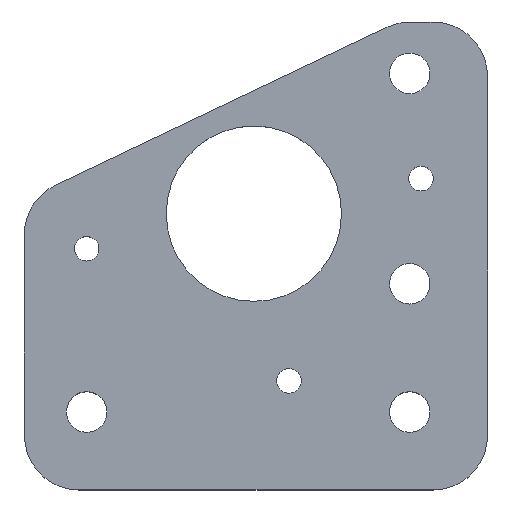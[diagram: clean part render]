
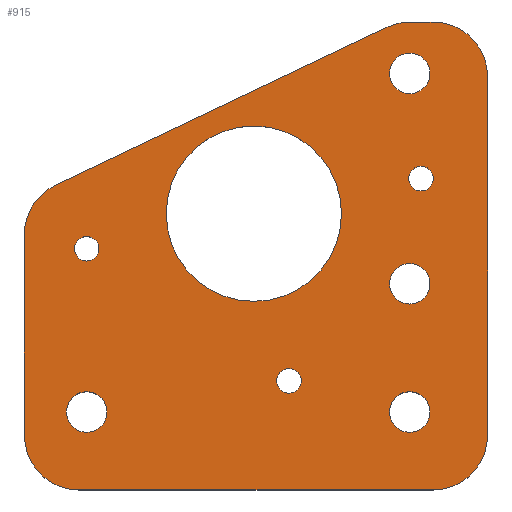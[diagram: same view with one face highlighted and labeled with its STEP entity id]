
A CAD part, top view. The second image highlights one B-rep face of the part: STEP entity #915.
In plain terms, the highlighted planar face has unit normal (0, 0, 1).
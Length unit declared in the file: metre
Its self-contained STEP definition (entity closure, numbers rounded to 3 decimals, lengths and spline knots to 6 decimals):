
#78=CIRCLE('',#1000,0.0026);
#79=CIRCLE('',#1002,0.001575);
#80=CIRCLE('',#1004,0.0026);
#81=CIRCLE('',#1006,0.0026);
#82=CIRCLE('',#1008,0.001575);
#83=CIRCLE('',#1010,0.001575);
#84=CIRCLE('',#1012,0.01125);
#85=CIRCLE('',#1015,0.0026);
#86=CIRCLE('',#1017,0.007);
#87=CIRCLE('',#1018,0.007);
#88=CIRCLE('',#1019,0.007);
#89=CIRCLE('',#1020,0.007);
#90=CIRCLE('',#1021,0.007);
#185=ORIENTED_EDGE('',*,*,#402,.F.);
#186=ORIENTED_EDGE('',*,*,#424,.F.);
#187=ORIENTED_EDGE('',*,*,#420,.F.);
#188=ORIENTED_EDGE('',*,*,#425,.F.);
#189=ORIENTED_EDGE('',*,*,#410,.F.);
#190=ORIENTED_EDGE('',*,*,#426,.F.);
#191=ORIENTED_EDGE('',*,*,#407,.T.);
#192=ORIENTED_EDGE('',*,*,#427,.F.);
#193=ORIENTED_EDGE('',*,*,#404,.T.);
#194=ORIENTED_EDGE('',*,*,#428,.F.);
#195=ORIENTED_EDGE('',*,*,#419,.T.);
#196=ORIENTED_EDGE('',*,*,#418,.T.);
#197=ORIENTED_EDGE('',*,*,#417,.T.);
#198=ORIENTED_EDGE('',*,*,#416,.T.);
#199=ORIENTED_EDGE('',*,*,#415,.T.);
#200=ORIENTED_EDGE('',*,*,#414,.T.);
#201=ORIENTED_EDGE('',*,*,#413,.T.);
#202=ORIENTED_EDGE('',*,*,#423,.T.);
#402=EDGE_CURVE('',#527,#528,#594,.T.);
#404=EDGE_CURVE('',#529,#530,#596,.T.);
#407=EDGE_CURVE('',#531,#532,#599,.T.);
#410=EDGE_CURVE('',#533,#534,#602,.T.);
#413=EDGE_CURVE('',#535,#535,#78,.T.);
#414=EDGE_CURVE('',#536,#536,#79,.T.);
#415=EDGE_CURVE('',#537,#537,#80,.T.);
#416=EDGE_CURVE('',#538,#538,#81,.T.);
#417=EDGE_CURVE('',#539,#539,#82,.T.);
#418=EDGE_CURVE('',#540,#540,#83,.T.);
#419=EDGE_CURVE('',#541,#541,#84,.T.);
#420=EDGE_CURVE('',#542,#543,#605,.T.);
#423=EDGE_CURVE('',#544,#544,#85,.T.);
#424=EDGE_CURVE('',#543,#527,#86,.T.);
#425=EDGE_CURVE('',#534,#542,#87,.T.);
#426=EDGE_CURVE('',#531,#533,#88,.T.);
#427=EDGE_CURVE('',#529,#532,#89,.T.);
#428=EDGE_CURVE('',#528,#530,#90,.T.);
#527=VERTEX_POINT('',#1448);
#528=VERTEX_POINT('',#1450);
#529=VERTEX_POINT('',#1454);
#530=VERTEX_POINT('',#1455);
#531=VERTEX_POINT('',#1460);
#532=VERTEX_POINT('',#1461);
#533=VERTEX_POINT('',#1466);
#534=VERTEX_POINT('',#1467);
#535=VERTEX_POINT('',#1472);
#536=VERTEX_POINT('',#1475);
#537=VERTEX_POINT('',#1478);
#538=VERTEX_POINT('',#1481);
#539=VERTEX_POINT('',#1484);
#540=VERTEX_POINT('',#1487);
#541=VERTEX_POINT('',#1490);
#542=VERTEX_POINT('',#1493);
#543=VERTEX_POINT('',#1494);
#544=VERTEX_POINT('',#1499);
#594=LINE('',#1449,#654);
#596=LINE('',#1453,#656);
#599=LINE('',#1459,#659);
#602=LINE('',#1465,#662);
#605=LINE('',#1492,#665);
#654=VECTOR('',#1153,1.);
#656=VECTOR('',#1157,1.);
#659=VECTOR('',#1162,1.);
#662=VECTOR('',#1167,1.);
#665=VECTOR('',#1200,1.);
#735=EDGE_LOOP('',(#185,#186,#187,#188,#189,#190,#191,#192,#193,#194));
#736=EDGE_LOOP('',(#195));
#737=EDGE_LOOP('',(#196));
#738=EDGE_LOOP('',(#197));
#739=EDGE_LOOP('',(#198));
#740=EDGE_LOOP('',(#199));
#741=EDGE_LOOP('',(#200));
#742=EDGE_LOOP('',(#201));
#743=EDGE_LOOP('',(#202));
#824=FACE_BOUND('',#735,.T.);
#825=FACE_BOUND('',#736,.T.);
#826=FACE_BOUND('',#737,.T.);
#827=FACE_BOUND('',#738,.T.);
#828=FACE_BOUND('',#739,.T.);
#829=FACE_BOUND('',#740,.T.);
#830=FACE_BOUND('',#741,.T.);
#831=FACE_BOUND('',#742,.T.);
#832=FACE_BOUND('',#743,.T.);
#883=PLANE('',#1016);
#915=ADVANCED_FACE('',(#824,#825,#826,#827,#828,#829,#830,#831,#832),#883,
 .T.);
#1000=AXIS2_PLACEMENT_3D('',#1471,#1172,#1173);
#1002=AXIS2_PLACEMENT_3D('',#1474,#1176,#1177);
#1004=AXIS2_PLACEMENT_3D('',#1477,#1180,#1181);
#1006=AXIS2_PLACEMENT_3D('',#1480,#1184,#1185);
#1008=AXIS2_PLACEMENT_3D('',#1483,#1188,#1189);
#1010=AXIS2_PLACEMENT_3D('',#1486,#1192,#1193);
#1012=AXIS2_PLACEMENT_3D('',#1489,#1196,#1197);
#1015=AXIS2_PLACEMENT_3D('',#1498,#1205,#1206);
#1016=AXIS2_PLACEMENT_3D('',#1500,#1207,#1208);
#1017=AXIS2_PLACEMENT_3D('',#1501,#1209,#1210);
#1018=AXIS2_PLACEMENT_3D('',#1502,#1211,#1212);
#1019=AXIS2_PLACEMENT_3D('',#1503,#1213,#1214);
#1020=AXIS2_PLACEMENT_3D('',#1504,#1215,#1216);
#1021=AXIS2_PLACEMENT_3D('',#1505,#1217,#1218);
#1153=DIRECTION('',(0.903,0.43,0.));
#1157=DIRECTION('',(-1.,0.,0.));
#1162=DIRECTION('',(0.,1.,0.));
#1167=DIRECTION('',(-1.,0.,0.));
#1172=DIRECTION('',(0.,0.,-1.));
#1173=DIRECTION('',(-1.,0.,0.));
#1176=DIRECTION('',(0.,0.,-1.));
#1177=DIRECTION('',(-1.,0.,0.));
#1180=DIRECTION('',(0.,0.,-1.));
#1181=DIRECTION('',(-1.,0.,0.));
#1184=DIRECTION('',(0.,0.,-1.));
#1185=DIRECTION('',(-1.,0.,0.));
#1188=DIRECTION('',(0.,0.,-1.));
#1189=DIRECTION('',(-1.,0.,0.));
#1192=DIRECTION('',(0.,0.,-1.));
#1193=DIRECTION('',(-1.,0.,0.));
#1196=DIRECTION('',(0.,0.,-1.));
#1197=DIRECTION('',(-1.,0.,0.));
#1200=DIRECTION('',(0.,1.,0.));
#1205=DIRECTION('',(0.,0.,-1.));
#1206=DIRECTION('',(-1.,0.,0.));
#1207=DIRECTION('',(0.,0.,1.));
#1208=DIRECTION('',(-1.,0.,0.));
#1209=DIRECTION('',(0.,0.,-1.));
#1210=DIRECTION('',(-1.,0.,0.));
#1211=DIRECTION('',(0.,0.,-1.));
#1212=DIRECTION('',(-1.,0.,0.));
#1213=DIRECTION('',(0.,0.,-1.));
#1214=DIRECTION('',(-1.,0.,0.));
#1215=DIRECTION('',(0.,0.,-1.));
#1216=DIRECTION('',(-1.,0.,0.));
#1217=DIRECTION('',(0.,0.,-1.));
#1218=DIRECTION('',(-1.,0.,0.));
#1448=CARTESIAN_POINT('',(-0.045464,0.029108,0.0454));
#1449=CARTESIAN_POINT('',(-0.029727,0.036604,0.0454));
#1450=CARTESIAN_POINT('',(-0.00292,0.049373,0.0454));
#1453=CARTESIAN_POINT('',(0.004254,0.050053,0.0454));
#1454=CARTESIAN_POINT('',(0.003,0.050053,0.0454));
#1455=CARTESIAN_POINT('',(0.00009,0.050053,0.0454));
#1459=CARTESIAN_POINT('',(0.01,0.030027,0.0454));
#1460=CARTESIAN_POINT('',(0.01,-0.003,0.0454));
#1461=CARTESIAN_POINT('',(0.01,0.043053,0.0454));
#1465=CARTESIAN_POINT('',(-0.029727,-0.01,0.0454));
#1466=CARTESIAN_POINT('',(0.003,-0.01,0.0454));
#1467=CARTESIAN_POINT('',(-0.042453,-0.01,0.0454));
#1471=CARTESIAN_POINT('',(0.,0.016453,0.0454));
#1472=CARTESIAN_POINT('',(-0.0026,0.016453,0.0454));
#1474=CARTESIAN_POINT('',(0.001453,0.029953,0.0454));
#1475=CARTESIAN_POINT('',(-0.000122,0.029953,0.0454));
#1477=CARTESIAN_POINT('',(0.,0.,0.0454));
#1478=CARTESIAN_POINT('',(-0.0026,0.,0.0454));
#1480=CARTESIAN_POINT('',(-0.041453,0.,0.0454));
#1481=CARTESIAN_POINT('',(-0.044053,0.,0.0454));
#1483=CARTESIAN_POINT('',(-0.041453,0.020953,0.0454));
#1484=CARTESIAN_POINT('',(-0.043028,0.020953,0.0454));
#1486=CARTESIAN_POINT('',(-0.0155,0.004,0.0454));
#1487=CARTESIAN_POINT('',(-0.017075,0.004,0.0454));
#1489=CARTESIAN_POINT('',(-0.02,0.025453,0.0454));
#1490=CARTESIAN_POINT('',(-0.03125,0.025453,0.0454));
#1492=CARTESIAN_POINT('',(-0.049453,0.,0.0454));
#1493=CARTESIAN_POINT('',(-0.049453,-0.003,0.0454));
#1494=CARTESIAN_POINT('',(-0.049453,0.022789,0.0454));
#1498=CARTESIAN_POINT('',(0.,0.043453,0.0454));
#1499=CARTESIAN_POINT('',(-0.0026,0.043453,0.0454));
#1500=CARTESIAN_POINT('',(-0.019727,0.020027,0.0454));
#1501=CARTESIAN_POINT('',(-0.042453,0.022789,0.0454));
#1502=CARTESIAN_POINT('',(-0.042453,-0.003,0.0454));
#1503=CARTESIAN_POINT('',(0.003,-0.003,0.0454));
#1504=CARTESIAN_POINT('',(0.003,0.043053,0.0454));
#1505=CARTESIAN_POINT('',(0.00009,0.043053,0.0454));
